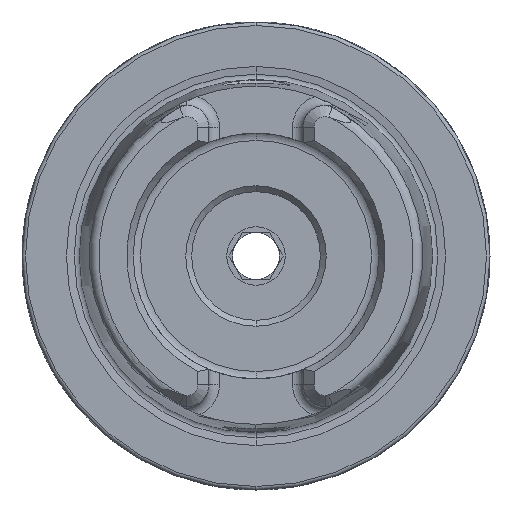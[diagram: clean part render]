
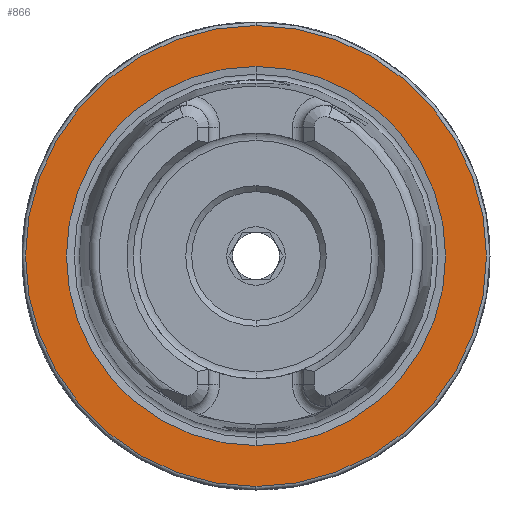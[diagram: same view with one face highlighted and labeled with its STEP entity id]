
A CAD part, left-side view. The second image highlights one B-rep face of the part: STEP entity #866.
In plain terms, the highlighted planar face has unit normal (-1, 0, 0).
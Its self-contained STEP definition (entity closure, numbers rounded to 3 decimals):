
#509 = VERTEX_POINT ( 'NONE', #4034 ) ;
#514 = VERTEX_POINT ( 'NONE', #4039 ) ;
#516 = VERTEX_POINT ( 'NONE', #4041 ) ;
#517 = VERTEX_POINT ( 'NONE', #4042 ) ;
#866 = ADVANCED_FACE ( 'NONE', ( #3210, #3211 ), #4423, .F. ) ;
#1269 = EDGE_CURVE ( 'NONE', #517, #516, #7578, .T. ) ;
#1270 = EDGE_CURVE ( 'NONE', #514, #509, #7579, .T. ) ;
#1365 = EDGE_CURVE ( 'NONE', #516, #517, #7712, .T. ) ;
#1367 = EDGE_CURVE ( 'NONE', #509, #514, #7714, .T. ) ;
#2253 = ORIENTED_EDGE ( 'NONE', *, *, #1270, .F. ) ;
#2254 = ORIENTED_EDGE ( 'NONE', *, *, #1367, .F. ) ;
#2255 = ORIENTED_EDGE ( 'NONE', *, *, #1365, .T. ) ;
#2256 = ORIENTED_EDGE ( 'NONE', *, *, #1269, .T. ) ;
#2831 = EDGE_LOOP ( 'NONE', ( #2255, #2256 ) ) ;
#2841 = EDGE_LOOP ( 'NONE', ( #2253, #2254 ) ) ;
#3210 = FACE_BOUND ( 'NONE', #2841, .T. ) ;
#3211 = FACE_OUTER_BOUND ( 'NONE', #2831, .T. ) ;
#4034 = CARTESIAN_POINT ( 'NONE',  ( 0., 0., -16.207 ) ) ;
#4039 = CARTESIAN_POINT ( 'NONE',  ( 0., 0., 16.207 ) ) ;
#4041 = CARTESIAN_POINT ( 'NONE',  ( 0., 0., 19.7 ) ) ;
#4042 = CARTESIAN_POINT ( 'NONE',  ( 0., 0., -19.7 ) ) ;
#4413 = DIRECTION ( 'NONE',  ( 1., 0., 0. ) ) ;
#4421 = CARTESIAN_POINT ( 'NONE',  ( 0., 19.7, 0. ) ) ;
#4423 = PLANE ( 'NONE',  #5231 ) ;
#4425 = DIRECTION ( 'NONE',  ( 0., 0., -1. ) ) ;
#5231 = AXIS2_PLACEMENT_3D ( 'NONE', #4421, #4413, #4425 ) ;
#6732 = CARTESIAN_POINT ( 'NONE',  ( 0., 0., 0. ) ) ;
#6733 = DIRECTION ( 'NONE',  ( -1., 0., 0. ) ) ;
#6734 = DIRECTION ( 'NONE',  ( 0., 0., 1. ) ) ;
#6735 = CARTESIAN_POINT ( 'NONE',  ( 0., 0., 0. ) ) ;
#6736 = DIRECTION ( 'NONE',  ( -1., 0., 0. ) ) ;
#6737 = DIRECTION ( 'NONE',  ( 0., 0., 1. ) ) ;
#7097 = CARTESIAN_POINT ( 'NONE',  ( 0., 0., 0. ) ) ;
#7098 = DIRECTION ( 'NONE',  ( -1., 0., 0. ) ) ;
#7099 = DIRECTION ( 'NONE',  ( 0., 0., 1. ) ) ;
#7103 = CARTESIAN_POINT ( 'NONE',  ( 0., 0., 0. ) ) ;
#7104 = DIRECTION ( 'NONE',  ( -1., 0., 0. ) ) ;
#7105 = DIRECTION ( 'NONE',  ( 0., 0., 1. ) ) ;
#7218 = AXIS2_PLACEMENT_3D ( 'NONE', #6732, #6733, #6734 ) ;
#7219 = AXIS2_PLACEMENT_3D ( 'NONE', #6735, #6736, #6737 ) ;
#7265 = AXIS2_PLACEMENT_3D ( 'NONE', #7097, #7098, #7099 ) ;
#7267 = AXIS2_PLACEMENT_3D ( 'NONE', #7103, #7104, #7105 ) ;
#7578 = CIRCLE ( 'NONE', #7218, 19.7 ) ;
#7579 = CIRCLE ( 'NONE', #7219, 16.207 ) ;
#7712 = CIRCLE ( 'NONE', #7265, 19.7 ) ;
#7714 = CIRCLE ( 'NONE', #7267, 16.207 ) ;
